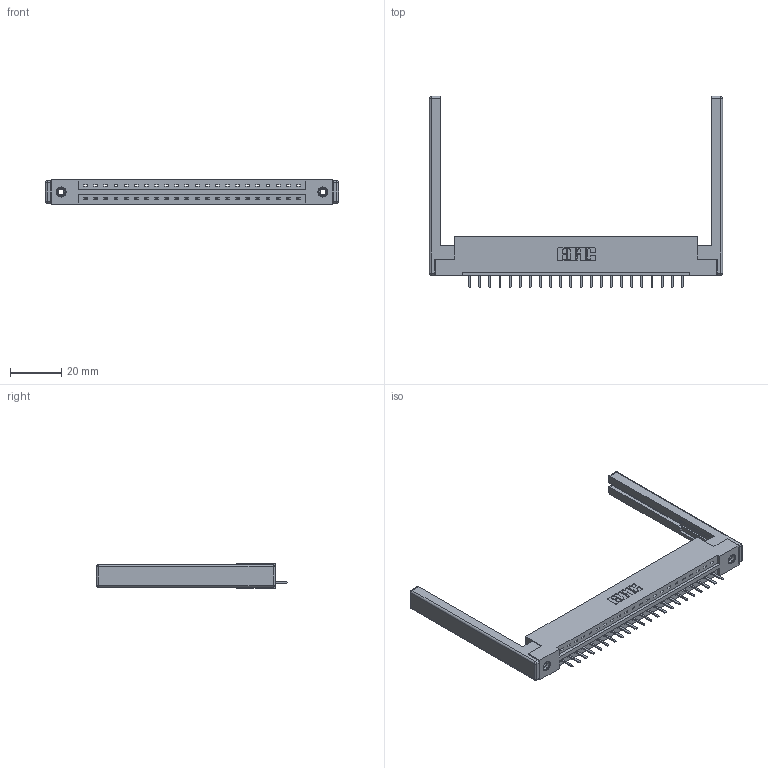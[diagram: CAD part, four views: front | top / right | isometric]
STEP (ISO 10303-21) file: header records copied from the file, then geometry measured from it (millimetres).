
FILE_DESCRIPTION (( 'STEP AP203' ), '1' );
FILE_NAME ('337-022-520-168.STEP', '2019-09-29T01:36:40', ( '' ), ( '' ), 'SwSTEP 2.0', 'SolidWorks 2016', '' );
FILE_SCHEMA (( 'CONFIG_CONTROL_DESIGN' ));
Length unit declared in the file: inch
Products named in the file (5): 337-022-520-168; 307-220-068; 337 Part_Flush Mounting Lugs - 0.156 Dia-TI; 345-292-001_345-293-120; 345-250-001_345-250-001-102
Assembly tree (27 placements, depth 2):
  337-022-520-168
    337 Part_Flush Mounting Lugs - 0.156 Dia-TI
    345-292-001_345-293-120  x22
    345-250-001_345-250-001-102  x2
    307-220-068  x2
Bounding box: 114.6 x 74.76 x 9.4 mm (x, y, z)
Volume: 15988.9 mm3; surface area: 15738.4 mm2
Topology: 27 solids, 27 shells, 1720 faces, 5013 edges, 3262 vertices
Faces by surface type: plane 1214, cylinder 482, cone 12, sphere 8, torus 4
Entity records: 21814 total; most frequent: CARTESIAN_POINT 3765, ORIENTED_EDGE 3700, DIRECTION 3272, EDGE_CURVE 1850, VECTOR 1668, LINE 1668, VERTEX_POINT 1222, AXIS2_PLACEMENT_3D 802
